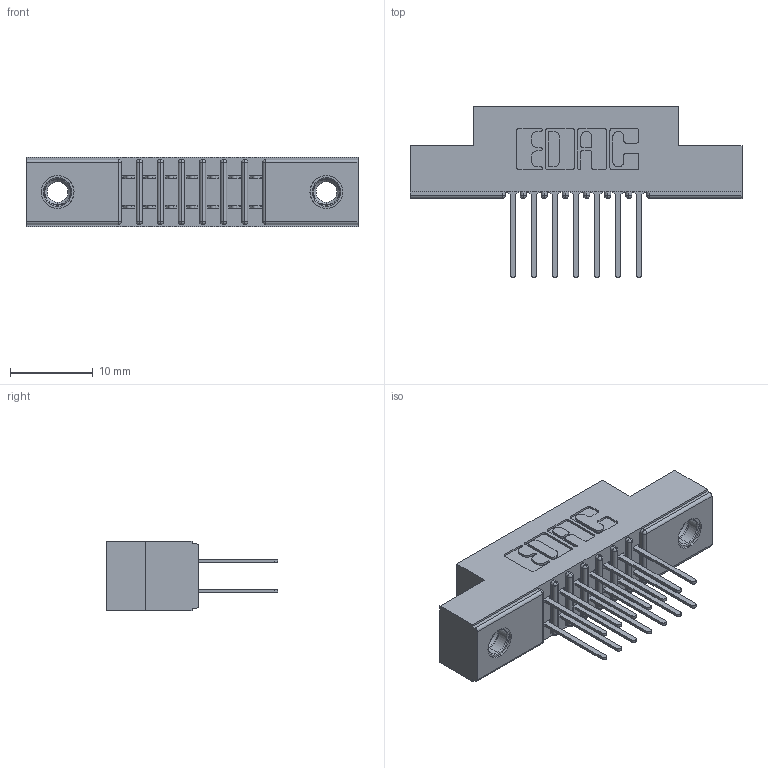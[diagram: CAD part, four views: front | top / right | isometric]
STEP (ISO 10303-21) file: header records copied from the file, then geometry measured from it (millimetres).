
FILE_DESCRIPTION (( 'STEP AP203' ), '1' );
FILE_NAME ('391-014-522-207.STEP', '2018-08-08T17:07:39', ( '' ), ( '' ), 'SwSTEP 2.0', 'SolidWorks 2016', '' );
FILE_SCHEMA (( 'CONFIG_CONTROL_DESIGN' ));
Length unit declared in the file: inch
Products named in the file (4): 341 Part_.156 (3.96) Dia Mounting Holes; 341-292-001_341-292-122; 345-250-001_345-250-005-103; 391-014-522-207
Assembly tree (17 placements, depth 2):
  391-014-522-207
    341 Part_.156 (3.96) Dia Mounting Holes
    341-292-001_341-292-122  x14
    345-250-001_345-250-005-103  x2
Bounding box: 40.01 x 20.62 x 8.38 mm (x, y, z)
Volume: 2324.1 mm3; surface area: 4076 mm2
Topology: 17 solids, 17 shells, 1100 faces, 3133 edges, 2026 vertices
Faces by surface type: plane 660, cylinder 396, sphere 16, torus 16, cone 12
Entity records: 14319 total; most frequent: CARTESIAN_POINT 2364, ORIENTED_EDGE 2338, DIRECTION 2329, EDGE_CURVE 1169, LINE 903, VECTOR 903, VERTEX_POINT 748, AXIS2_PLACEMENT_3D 713
